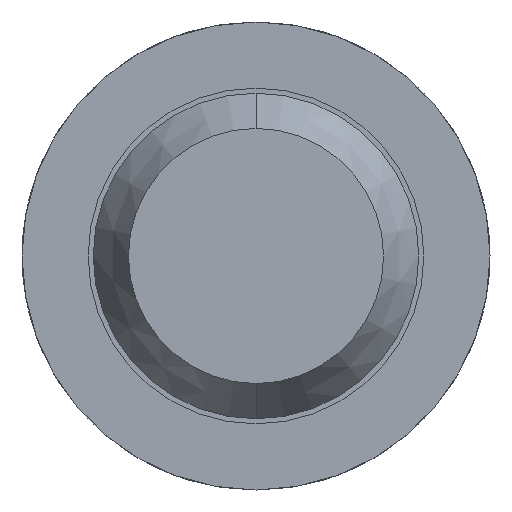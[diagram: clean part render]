
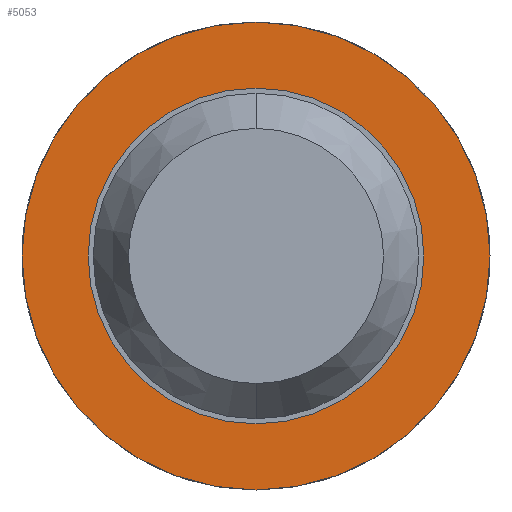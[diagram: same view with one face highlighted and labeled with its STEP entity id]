
A CAD part, front view. The second image highlights one B-rep face of the part: STEP entity #5053.
In plain terms, the highlighted planar face has unit normal (0, -1, 0).
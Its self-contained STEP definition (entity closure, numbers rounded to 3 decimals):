
#239 = EDGE_CURVE ( 'Defeature ausgef�hrt2_7+Defeature ausgef�hrt2_6+Defeature ausgef�hrt2_6+Defeature ausgef�hrt2_6', #4853, #411, #4592, .T. ) ;
#387 = DIRECTION ( 'NONE',  ( 0., 1., 0. ) ) ;
#411 = VERTEX_POINT ( 'NONE', #3494 ) ;
#656 = DIRECTION ( 'NONE',  ( 0., 1., 0. ) ) ;
#998 = EDGE_CURVE ( 'Defeature ausgef�hrt2_7+Defeature ausgef�hrt2_6+Defeature ausgef�hrt2_6+Defeature ausgef�hrt2_6', #411, #4853, #3542, .T. ) ;
#1020 = CARTESIAN_POINT ( 'NONE',  ( 0., -1.7, 0. ) ) ;
#1151 = CARTESIAN_POINT ( 'NONE',  ( 0., -1.7, 0. ) ) ;
#1354 = DIRECTION ( 'NONE',  ( 0., 1., 0. ) ) ;
#1358 = CIRCLE ( 'NONE', #3472, 1.15 ) ;
#1387 = CARTESIAN_POINT ( 'NONE',  ( 0., -1.7, 0.825 ) ) ;
#1446 = AXIS2_PLACEMENT_3D ( 'NONE', #3793, #1354, #4134 ) ;
#1608 = ORIENTED_EDGE ( 'NONE', *, *, #4755, .F. ) ;
#1613 = DIRECTION ( 'NONE',  ( 0., 1., 0. ) ) ;
#1642 = CARTESIAN_POINT ( 'NONE',  ( 0.825, -1.7, 0. ) ) ;
#1808 = FACE_OUTER_BOUND ( 'NONE', #2136, .T. ) ;
#1891 = ORIENTED_EDGE ( 'NONE', *, *, #998, .T. ) ;
#2136 = EDGE_LOOP ( 'NONE', ( #5170, #1608 ) ) ;
#2240 = DIRECTION ( 'NONE',  ( 0., 0., 1. ) ) ;
#3316 = VERTEX_POINT ( 'NONE', #3399 ) ;
#3324 = CIRCLE ( 'NONE', #4015, 1.15 ) ;
#3339 = DIRECTION ( 'NONE',  ( 0., 0., 1. ) ) ;
#3399 = CARTESIAN_POINT ( 'NONE',  ( 0., -1.7, -1.15 ) ) ;
#3472 = AXIS2_PLACEMENT_3D ( 'NONE', #1151, #5205, #4416 ) ;
#3494 = CARTESIAN_POINT ( 'NONE',  ( 0., -1.7, -0.825 ) ) ;
#3542 = CIRCLE ( 'NONE', #5162, 0.825 ) ;
#3585 = VERTEX_POINT ( 'NONE', #4139 ) ;
#3649 = DIRECTION ( 'NONE',  ( 0., 0., 1. ) ) ;
#3686 = PLANE ( 'NONE',  #4775 ) ;
#3793 = CARTESIAN_POINT ( 'NONE',  ( 0., -1.7, 0. ) ) ;
#4015 = AXIS2_PLACEMENT_3D ( 'NONE', #4854, #1613, #3339 ) ;
#4134 = DIRECTION ( 'NONE',  ( 0., 0., 1. ) ) ;
#4139 = CARTESIAN_POINT ( 'NONE',  ( 0., -1.7, 1.15 ) ) ;
#4205 = EDGE_CURVE ( 'Defeature ausgef�hrt2_3+Defeature ausgef�hrt2_7+Defeature ausgef�hrt2_7+Defeature ausgef�hrt2_7', #3585, #3316, #1358, .T. ) ;
#4416 = DIRECTION ( 'NONE',  ( 0., 0., 1. ) ) ;
#4592 = CIRCLE ( 'NONE', #1446, 0.825 ) ;
#4673 = FACE_BOUND ( 'NONE', #4773, .T. ) ;
#4755 = EDGE_CURVE ( 'Defeature ausgef�hrt2_3+Defeature ausgef�hrt2_7+Defeature ausgef�hrt2_7+Defeature ausgef�hrt2_7', #3316, #3585, #3324, .T. ) ;
#4773 = EDGE_LOOP ( 'NONE', ( #5263, #1891 ) ) ;
#4775 = AXIS2_PLACEMENT_3D ( 'NONE', #1642, #387, #3649 ) ;
#4853 = VERTEX_POINT ( 'NONE', #1387 ) ;
#4854 = CARTESIAN_POINT ( 'NONE',  ( 0., -1.7, 0. ) ) ;
#5053 = ADVANCED_FACE ( 'Defeature ausgef�hrt2_7', ( #1808, #4673 ), #3686, .F. ) ;
#5162 = AXIS2_PLACEMENT_3D ( 'NONE', #1020, #656, #2240 ) ;
#5170 = ORIENTED_EDGE ( 'NONE', *, *, #4205, .F. ) ;
#5205 = DIRECTION ( 'NONE',  ( 0., 1., 0. ) ) ;
#5263 = ORIENTED_EDGE ( 'NONE', *, *, #239, .T. ) ;
